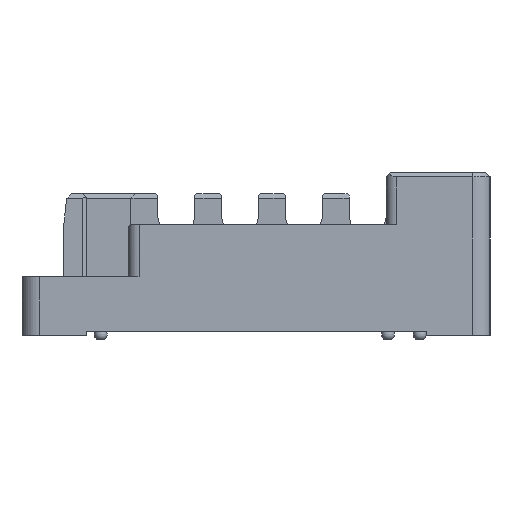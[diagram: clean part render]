
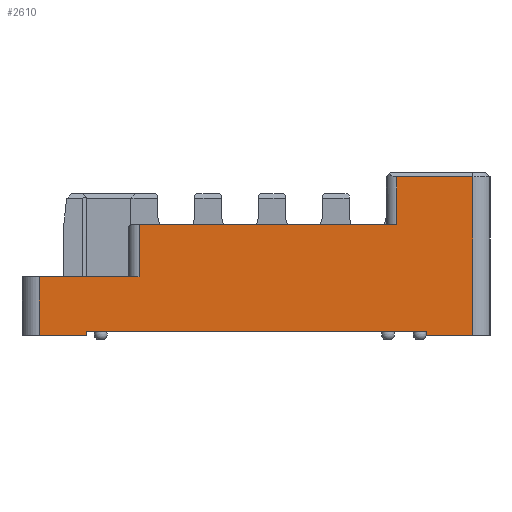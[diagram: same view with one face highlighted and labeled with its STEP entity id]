
A CAD part, left-side view. The second image highlights one B-rep face of the part: STEP entity #2610.
In plain terms, the highlighted planar face has unit normal (-1, 0, 0).
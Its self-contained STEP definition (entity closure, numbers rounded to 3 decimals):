
#2610=ADVANCED_FACE('',(#3263),#2947,.F.);
#2947=PLANE('',#9116);
#3263=FACE_OUTER_BOUND('',#3630,.T.);
#3630=EDGE_LOOP('',(#4551,#4552,#4553,#4554,#4555,#4556,#4557,#4558,#4559,
#4560,#4561,#4562));
#4551=ORIENTED_EDGE('',*,*,#6824,.T.);
#4552=ORIENTED_EDGE('',*,*,#6825,.F.);
#4553=ORIENTED_EDGE('',*,*,#6826,.F.);
#4554=ORIENTED_EDGE('',*,*,#6504,.T.);
#4555=ORIENTED_EDGE('',*,*,#6827,.T.);
#4556=ORIENTED_EDGE('',*,*,#6828,.F.);
#4557=ORIENTED_EDGE('',*,*,#6829,.T.);
#4558=ORIENTED_EDGE('',*,*,#6830,.T.);
#4559=ORIENTED_EDGE('',*,*,#6831,.T.);
#4560=ORIENTED_EDGE('',*,*,#6459,.T.);
#4561=ORIENTED_EDGE('',*,*,#6823,.T.);
#4562=ORIENTED_EDGE('',*,*,#6710,.T.);
#5824=VERTEX_POINT('',#11288);
#5825=VERTEX_POINT('',#11290);
#5861=VERTEX_POINT('',#11378);
#5862=VERTEX_POINT('',#11380);
#6062=VERTEX_POINT('',#11789);
#6063=VERTEX_POINT('',#11791);
#6134=VERTEX_POINT('',#12017);
#6135=VERTEX_POINT('',#12019);
#6136=VERTEX_POINT('',#12022);
#6137=VERTEX_POINT('',#12024);
#6138=VERTEX_POINT('',#12026);
#6139=VERTEX_POINT('',#12028);
#6459=EDGE_CURVE('',#5825,#5824,#7383,.T.);
#6504=EDGE_CURVE('',#5862,#5861,#7425,.T.);
#6710=EDGE_CURVE('',#6063,#6062,#7614,.T.);
#6823=EDGE_CURVE('',#5824,#6063,#7724,.T.);
#6824=EDGE_CURVE('',#6062,#6134,#7725,.T.);
#6825=EDGE_CURVE('',#6135,#6134,#7726,.T.);
#6826=EDGE_CURVE('',#5862,#6135,#7727,.T.);
#6827=EDGE_CURVE('',#5861,#6136,#7728,.T.);
#6828=EDGE_CURVE('',#6137,#6136,#7729,.T.);
#6829=EDGE_CURVE('',#6137,#6138,#7730,.T.);
#6830=EDGE_CURVE('',#6138,#6139,#7731,.T.);
#6831=EDGE_CURVE('',#6139,#5825,#7732,.T.);
#7383=LINE('',#11289,#8246);
#7425=LINE('',#11379,#8288);
#7614=LINE('',#11790,#8477);
#7724=LINE('',#12014,#8587);
#7725=LINE('',#12016,#8588);
#7726=LINE('',#12018,#8589);
#7727=LINE('',#12020,#8590);
#7728=LINE('',#12021,#8591);
#7729=LINE('',#12023,#8592);
#7730=LINE('',#12025,#8593);
#7731=LINE('',#12027,#8594);
#7732=LINE('',#12029,#8595);
#8246=VECTOR('',#9566,1.);
#8288=VECTOR('',#9630,1.);
#8477=VECTOR('',#9861,1.);
#8587=VECTOR('',#10057,1.);
#8588=VECTOR('',#10060,1.);
#8589=VECTOR('',#10061,1.);
#8590=VECTOR('',#10062,1.);
#8591=VECTOR('',#10063,1.);
#8592=VECTOR('',#10064,1.);
#8593=VECTOR('',#10065,1.);
#8594=VECTOR('',#10066,1.);
#8595=VECTOR('',#10067,1.);
#9116=AXIS2_PLACEMENT_3D('',#12030,#10068,#10069);
#9566=DIRECTION('',(0.,1.,0.));
#9630=DIRECTION('',(0.,-1.,0.));
#9861=DIRECTION('',(0.,1.,0.));
#10057=DIRECTION('',(0.,0.,-1.));
#10060=DIRECTION('',(0.,0.,-1.));
#10061=DIRECTION('',(0.,1.,0.));
#10062=DIRECTION('',(0.,0.,-1.));
#10063=DIRECTION('',(0.,0.,-1.));
#10064=DIRECTION('',(0.,1.,0.));
#10065=DIRECTION('',(0.,0.,1.));
#10066=DIRECTION('',(0.,1.,0.));
#10067=DIRECTION('',(0.,0.,-1.));
#10068=DIRECTION('',(1.,0.,0.));
#10069=DIRECTION('',(0.,0.,1.));
#11288=CARTESIAN_POINT('',(-32.35,5.5,5.395));
#11289=CARTESIAN_POINT('',(-32.35,-6.62,5.395));
#11290=CARTESIAN_POINT('',(-32.35,-6.62,5.395));
#11378=CARTESIAN_POINT('',(-32.35,-8.,0.395));
#11379=CARTESIAN_POINT('',(-32.35,7.95,0.395));
#11380=CARTESIAN_POINT('',(-32.35,7.95,0.395));
#11789=CARTESIAN_POINT('',(-32.35,10.2,2.945));
#11790=CARTESIAN_POINT('',(-32.35,5.5,2.945));
#11791=CARTESIAN_POINT('',(-32.35,5.5,2.945));
#12014=CARTESIAN_POINT('',(-32.35,5.5,5.395));
#12016=CARTESIAN_POINT('',(-32.35,10.2,2.945));
#12017=CARTESIAN_POINT('',(-32.35,10.2,0.195));
#12018=CARTESIAN_POINT('',(-32.35,7.95,0.195));
#12019=CARTESIAN_POINT('',(-32.35,7.95,0.195));
#12020=CARTESIAN_POINT('',(-32.35,7.95,0.395));
#12021=CARTESIAN_POINT('',(-32.35,-8.,0.395));
#12022=CARTESIAN_POINT('',(-32.35,-8.,0.195));
#12023=CARTESIAN_POINT('',(-32.35,-10.2,0.195));
#12024=CARTESIAN_POINT('',(-32.35,-10.2,0.195));
#12025=CARTESIAN_POINT('',(-32.35,-10.2,0.195));
#12026=CARTESIAN_POINT('',(-32.35,-10.2,7.645));
#12027=CARTESIAN_POINT('',(-32.35,-10.2,7.645));
#12028=CARTESIAN_POINT('',(-32.35,-6.62,7.645));
#12029=CARTESIAN_POINT('',(-32.35,-6.62,7.645));
#12030=CARTESIAN_POINT('',(-32.35,0.,3.92));
